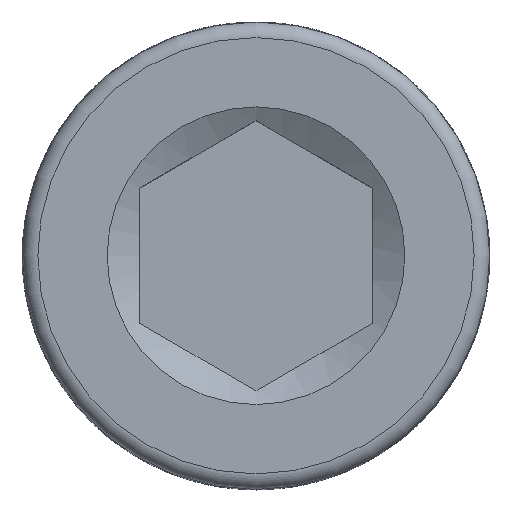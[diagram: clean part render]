
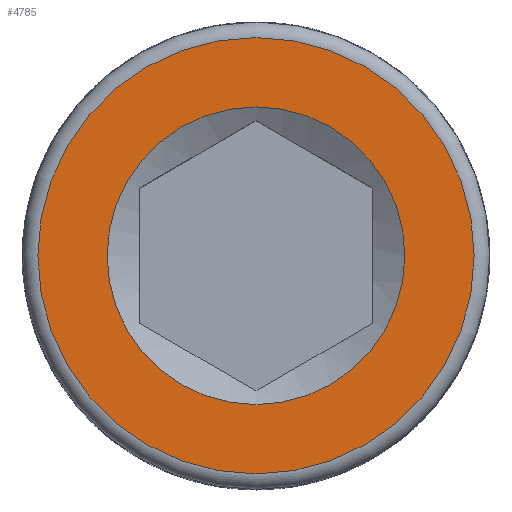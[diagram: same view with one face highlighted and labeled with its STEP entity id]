
A CAD part, top view. The second image highlights one B-rep face of the part: STEP entity #4785.
In plain terms, the highlighted planar face has unit normal (0, 0, 1).
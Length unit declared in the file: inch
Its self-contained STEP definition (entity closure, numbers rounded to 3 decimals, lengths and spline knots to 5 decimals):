
#24=PLANE('',#5205);
#177=FACE_BOUND('',#698,.T.);
#355=FACE_OUTER_BOUND('',#697,.T.);
#697=EDGE_LOOP('',(#3613));
#698=EDGE_LOOP('',(#3614));
#967=CIRCLE('',#5094,0.175);
#968=CIRCLE('',#5096,0.11938);
#2128=VERTEX_POINT('',#8299);
#2134=VERTEX_POINT('',#8320);
#2628=EDGE_CURVE('',#2128,#2128,#967,.T.);
#2634=EDGE_CURVE('',#2134,#2134,#968,.T.);
#3613=ORIENTED_EDGE('',*,*,#2628,.F.);
#3614=ORIENTED_EDGE('',*,*,#2634,.F.);
#4785=ADVANCED_FACE('',(#355,#177),#24,.T.);
#5094=AXIS2_PLACEMENT_3D('',#8301,#5665,#5666);
#5096=AXIS2_PLACEMENT_3D('',#8322,#5670,#5671);
#5205=AXIS2_PLACEMENT_3D('',#8761,#6001,#6002);
#5665=DIRECTION('center_axis',(0.,0.,-1.));
#5666=DIRECTION('ref_axis',(-1.,0.,0.));
#5670=DIRECTION('center_axis',(0.,0.,1.));
#5671=DIRECTION('ref_axis',(1.,0.,0.));
#6001=DIRECTION('center_axis',(0.,0.,1.));
#6002=DIRECTION('ref_axis',(1.,0.,0.));
#8299=CARTESIAN_POINT('',(0.175,0.,0.375));
#8301=CARTESIAN_POINT('Origin',(0.,0.,0.375));
#8320=CARTESIAN_POINT('',(-0.11938,0.,0.375));
#8322=CARTESIAN_POINT('Origin',(0.,0.,0.375));
#8761=CARTESIAN_POINT('Origin',(0.,0.175,0.375));
